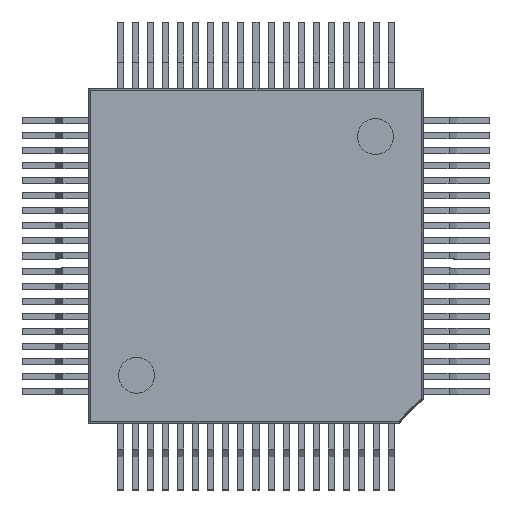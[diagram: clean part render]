
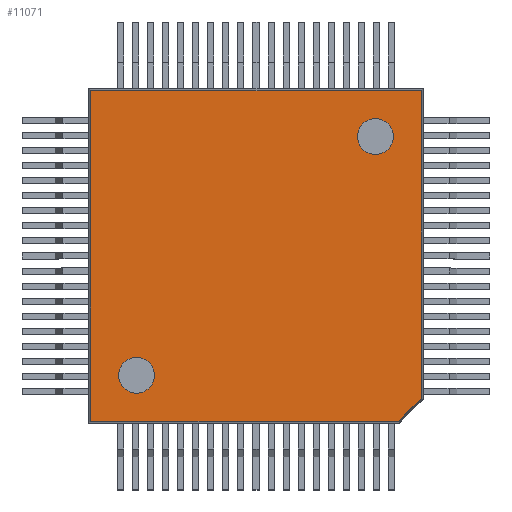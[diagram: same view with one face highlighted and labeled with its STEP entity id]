
A CAD part, top view. The second image highlights one B-rep face of the part: STEP entity #11071.
In plain terms, the highlighted planar face has unit normal (0, 0, 1).
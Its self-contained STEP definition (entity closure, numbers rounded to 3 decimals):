
#10871 = VERTEX_POINT('',#10872);
#10872 = CARTESIAN_POINT('',(8.79,-7.579,2.54));
#10880 = VERTEX_POINT('',#10881);
#10881 = CARTESIAN_POINT('',(7.579,-8.79,2.54));
#10887 = EDGE_CURVE('',#10871,#10880,#10888,.T.);
#10888 = LINE('',#10889,#10890);
#10889 = CARTESIAN_POINT('',(8.719,-7.649,2.54));
#10890 = VECTOR('',#10891,1.);
#10891 = DIRECTION('',(-0.707,-0.707,0.));
#10974 = EDGE_CURVE('',#10975,#10880,#10977,.T.);
#10975 = VERTEX_POINT('',#10976);
#10976 = CARTESIAN_POINT('',(-8.79,-8.79,2.54));
#10977 = LINE('',#10978,#10979);
#10978 = CARTESIAN_POINT('',(-8.89,-8.79,2.54));
#10979 = VECTOR('',#10980,1.);
#10980 = DIRECTION('',(1.,0.,0.));
#11029 = EDGE_CURVE('',#10871,#11030,#11032,.T.);
#11030 = VERTEX_POINT('',#11031);
#11031 = CARTESIAN_POINT('',(8.79,8.79,2.54));
#11032 = LINE('',#11033,#11034);
#11033 = CARTESIAN_POINT('',(8.79,-8.89,2.54));
#11034 = VECTOR('',#11035,1.);
#11035 = DIRECTION('',(0.,1.,0.));
#11071 = ADVANCED_FACE('',(#11072,#11091,#11102),#11113,.T.);
#11072 = FACE_BOUND('',#11073,.T.);
#11073 = EDGE_LOOP('',(#11074,#11075,#11083,#11089,#11090));
#11074 = ORIENTED_EDGE('',*,*,#11029,.T.);
#11075 = ORIENTED_EDGE('',*,*,#11076,.F.);
#11076 = EDGE_CURVE('',#11077,#11030,#11079,.T.);
#11077 = VERTEX_POINT('',#11078);
#11078 = CARTESIAN_POINT('',(-8.79,8.79,2.54));
#11079 = LINE('',#11080,#11081);
#11080 = CARTESIAN_POINT('',(-8.89,8.79,2.54));
#11081 = VECTOR('',#11082,1.);
#11082 = DIRECTION('',(1.,0.,0.));
#11083 = ORIENTED_EDGE('',*,*,#11084,.F.);
#11084 = EDGE_CURVE('',#10975,#11077,#11085,.T.);
#11085 = LINE('',#11086,#11087);
#11086 = CARTESIAN_POINT('',(-8.79,-8.89,2.54));
#11087 = VECTOR('',#11088,1.);
#11088 = DIRECTION('',(0.,1.,0.));
#11089 = ORIENTED_EDGE('',*,*,#10974,.T.);
#11090 = ORIENTED_EDGE('',*,*,#10887,.F.);
#11091 = FACE_BOUND('',#11092,.T.);
#11092 = EDGE_LOOP('',(#11093));
#11093 = ORIENTED_EDGE('',*,*,#11094,.F.);
#11094 = EDGE_CURVE('',#11095,#11095,#11097,.T.);
#11095 = VERTEX_POINT('',#11096);
#11096 = CARTESIAN_POINT('',(7.303,6.35,2.54));
#11097 = CIRCLE('',#11098,0.953);
#11098 = AXIS2_PLACEMENT_3D('',#11099,#11100,#11101);
#11099 = CARTESIAN_POINT('',(6.35,6.35,2.54));
#11100 = DIRECTION('',(0.,0.,1.));
#11101 = DIRECTION('',(1.,0.,0.));
#11102 = FACE_BOUND('',#11103,.T.);
#11103 = EDGE_LOOP('',(#11104));
#11104 = ORIENTED_EDGE('',*,*,#11105,.F.);
#11105 = EDGE_CURVE('',#11106,#11106,#11108,.T.);
#11106 = VERTEX_POINT('',#11107);
#11107 = CARTESIAN_POINT('',(-5.398,-6.35,2.54));
#11108 = CIRCLE('',#11109,0.953);
#11109 = AXIS2_PLACEMENT_3D('',#11110,#11111,#11112);
#11110 = CARTESIAN_POINT('',(-6.35,-6.35,2.54));
#11111 = DIRECTION('',(0.,0.,1.));
#11112 = DIRECTION('',(1.,0.,0.));
#11113 = PLANE('',#11114);
#11114 = AXIS2_PLACEMENT_3D('',#11115,#11116,#11117);
#11115 = CARTESIAN_POINT('',(-8.89,-8.89,2.54));
#11116 = DIRECTION('',(0.,0.,1.));
#11117 = DIRECTION('',(1.,0.,0.));
